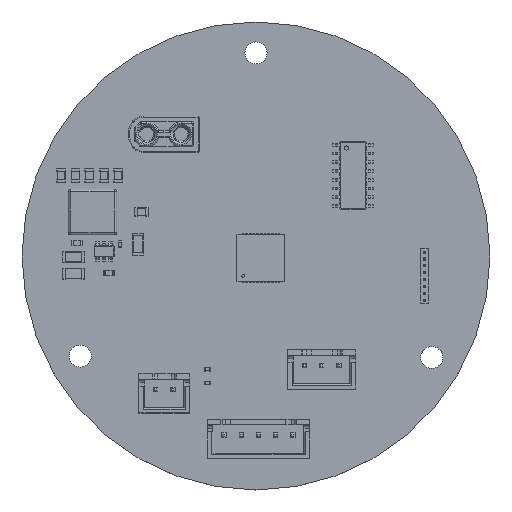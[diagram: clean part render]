
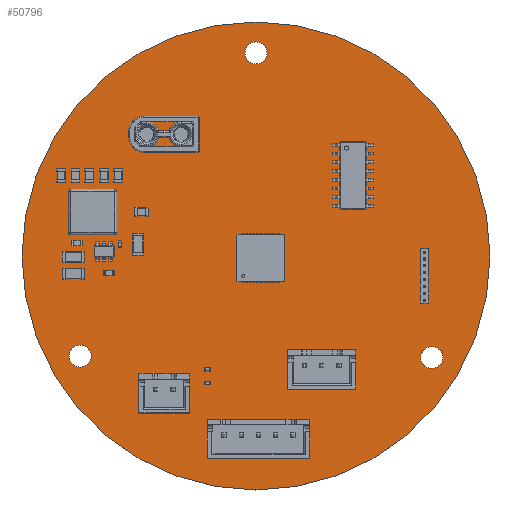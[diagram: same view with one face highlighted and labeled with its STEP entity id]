
A CAD part, top view. The second image highlights one B-rep face of the part: STEP entity #50796.
In plain terms, the highlighted planar face has unit normal (0, 0, 1).
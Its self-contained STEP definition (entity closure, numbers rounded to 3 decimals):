
#50508 = VERTEX_POINT('',#50509);
#50509 = CARTESIAN_POINT('',(34.,0.,1.6));
#50515 = EDGE_CURVE('',#50508,#50508,#50516,.T.);
#50516 = CIRCLE('',#50517,34.);
#50517 = AXIS2_PLACEMENT_3D('',#50518,#50519,#50520);
#50518 = CARTESIAN_POINT('',(0.,0.,1.6));
#50519 = DIRECTION('',(0.,0.,1.));
#50520 = DIRECTION('',(1.,0.,-0.));
#50796 = ADVANCED_FACE('',(#50797,#50800,#50811,#50822,#50833,#50844,
    #50855,#50866,#50877,#50888,#50899,#50910,#50921,#50932,#50943,
    #50954,#50965,#50976,#50987,#50998,#51009,#51020,#51031,#51042),
  #51053,.T.);
#50797 = FACE_BOUND('',#50798,.T.);
#50798 = EDGE_LOOP('',(#50799));
#50799 = ORIENTED_EDGE('',*,*,#50515,.T.);
#50800 = FACE_BOUND('',#50801,.T.);
#50801 = EDGE_LOOP('',(#50802));
#50802 = ORIENTED_EDGE('',*,*,#50803,.T.);
#50803 = EDGE_CURVE('',#50804,#50804,#50806,.T.);
#50804 = VERTEX_POINT('',#50805);
#50805 = CARTESIAN_POINT('',(-14.565,-19.925,1.6));
#50806 = CIRCLE('',#50807,0.5);
#50807 = AXIS2_PLACEMENT_3D('',#50808,#50809,#50810);
#50808 = CARTESIAN_POINT('',(-14.565,-19.425,1.6));
#50809 = DIRECTION('',(-0.,0.,-1.));
#50810 = DIRECTION('',(-0.,-1.,0.));
#50811 = FACE_BOUND('',#50812,.T.);
#50812 = EDGE_LOOP('',(#50813));
#50813 = ORIENTED_EDGE('',*,*,#50814,.T.);
#50814 = EDGE_CURVE('',#50815,#50815,#50817,.T.);
#50815 = VERTEX_POINT('',#50816);
#50816 = CARTESIAN_POINT('',(-25.55,-16.15,1.6));
#50817 = CIRCLE('',#50818,1.6);
#50818 = AXIS2_PLACEMENT_3D('',#50819,#50820,#50821);
#50819 = CARTESIAN_POINT('',(-25.55,-14.55,1.6));
#50820 = DIRECTION('',(-0.,0.,-1.));
#50821 = DIRECTION('',(0.,-1.,0.));
#50822 = FACE_BOUND('',#50823,.T.);
#50823 = EDGE_LOOP('',(#50824));
#50824 = ORIENTED_EDGE('',*,*,#50825,.T.);
#50825 = EDGE_CURVE('',#50826,#50826,#50828,.T.);
#50826 = VERTEX_POINT('',#50827);
#50827 = CARTESIAN_POINT('',(-12.065,-19.925,1.6));
#50828 = CIRCLE('',#50829,0.5);
#50829 = AXIS2_PLACEMENT_3D('',#50830,#50831,#50832);
#50830 = CARTESIAN_POINT('',(-12.065,-19.425,1.6));
#50831 = DIRECTION('',(-0.,0.,-1.));
#50832 = DIRECTION('',(-0.,-1.,0.));
#50833 = FACE_BOUND('',#50834,.T.);
#50834 = EDGE_LOOP('',(#50835));
#50835 = ORIENTED_EDGE('',*,*,#50836,.T.);
#50836 = EDGE_CURVE('',#50837,#50837,#50839,.T.);
#50837 = VERTEX_POINT('',#50838);
#50838 = CARTESIAN_POINT('',(-4.65,-26.525,1.6));
#50839 = CIRCLE('',#50840,0.475);
#50840 = AXIS2_PLACEMENT_3D('',#50841,#50842,#50843);
#50841 = CARTESIAN_POINT('',(-4.65,-26.05,1.6));
#50842 = DIRECTION('',(-0.,0.,-1.));
#50843 = DIRECTION('',(-0.,-1.,0.));
#50844 = FACE_BOUND('',#50845,.T.);
#50845 = EDGE_LOOP('',(#50846));
#50846 = ORIENTED_EDGE('',*,*,#50847,.T.);
#50847 = EDGE_CURVE('',#50848,#50848,#50850,.T.);
#50848 = VERTEX_POINT('',#50849);
#50849 = CARTESIAN_POINT('',(-2.15,-26.525,1.6));
#50850 = CIRCLE('',#50851,0.475);
#50851 = AXIS2_PLACEMENT_3D('',#50852,#50853,#50854);
#50852 = CARTESIAN_POINT('',(-2.15,-26.05,1.6));
#50853 = DIRECTION('',(-0.,0.,-1.));
#50854 = DIRECTION('',(-0.,-1.,0.));
#50855 = FACE_BOUND('',#50856,.T.);
#50856 = EDGE_LOOP('',(#50857));
#50857 = ORIENTED_EDGE('',*,*,#50858,.T.);
#50858 = EDGE_CURVE('',#50859,#50859,#50861,.T.);
#50859 = VERTEX_POINT('',#50860);
#50860 = CARTESIAN_POINT('',(0.35,-26.525,1.6));
#50861 = CIRCLE('',#50862,0.475);
#50862 = AXIS2_PLACEMENT_3D('',#50863,#50864,#50865);
#50863 = CARTESIAN_POINT('',(0.35,-26.05,1.6));
#50864 = DIRECTION('',(-0.,0.,-1.));
#50865 = DIRECTION('',(-0.,-1.,0.));
#50866 = FACE_BOUND('',#50867,.T.);
#50867 = EDGE_LOOP('',(#50868));
#50868 = ORIENTED_EDGE('',*,*,#50869,.T.);
#50869 = EDGE_CURVE('',#50870,#50870,#50872,.T.);
#50870 = VERTEX_POINT('',#50871);
#50871 = CARTESIAN_POINT('',(2.85,-26.525,1.6));
#50872 = CIRCLE('',#50873,0.475);
#50873 = AXIS2_PLACEMENT_3D('',#50874,#50875,#50876);
#50874 = CARTESIAN_POINT('',(2.85,-26.05,1.6));
#50875 = DIRECTION('',(-0.,0.,-1.));
#50876 = DIRECTION('',(-0.,-1.,0.));
#50877 = FACE_BOUND('',#50878,.T.);
#50878 = EDGE_LOOP('',(#50879));
#50879 = ORIENTED_EDGE('',*,*,#50880,.T.);
#50880 = EDGE_CURVE('',#50881,#50881,#50883,.T.);
#50881 = VERTEX_POINT('',#50882);
#50882 = CARTESIAN_POINT('',(5.35,-26.525,1.6));
#50883 = CIRCLE('',#50884,0.475);
#50884 = AXIS2_PLACEMENT_3D('',#50885,#50886,#50887);
#50885 = CARTESIAN_POINT('',(5.35,-26.05,1.6));
#50886 = DIRECTION('',(-0.,0.,-1.));
#50887 = DIRECTION('',(-0.,-1.,0.));
#50888 = FACE_BOUND('',#50889,.T.);
#50889 = EDGE_LOOP('',(#50890));
#50890 = ORIENTED_EDGE('',*,*,#50891,.T.);
#50891 = EDGE_CURVE('',#50892,#50892,#50894,.T.);
#50892 = VERTEX_POINT('',#50893);
#50893 = CARTESIAN_POINT('',(7.05,-16.425,1.6));
#50894 = CIRCLE('',#50895,0.475);
#50895 = AXIS2_PLACEMENT_3D('',#50896,#50897,#50898);
#50896 = CARTESIAN_POINT('',(7.05,-15.95,1.6));
#50897 = DIRECTION('',(-0.,0.,-1.));
#50898 = DIRECTION('',(0.,-1.,0.));
#50899 = FACE_BOUND('',#50900,.T.);
#50900 = EDGE_LOOP('',(#50901));
#50901 = ORIENTED_EDGE('',*,*,#50902,.T.);
#50902 = EDGE_CURVE('',#50903,#50903,#50905,.T.);
#50903 = VERTEX_POINT('',#50904);
#50904 = CARTESIAN_POINT('',(9.55,-16.425,1.6));
#50905 = CIRCLE('',#50906,0.475);
#50906 = AXIS2_PLACEMENT_3D('',#50907,#50908,#50909);
#50907 = CARTESIAN_POINT('',(9.55,-15.95,1.6));
#50908 = DIRECTION('',(-0.,0.,-1.));
#50909 = DIRECTION('',(-0.,-1.,0.));
#50910 = FACE_BOUND('',#50911,.T.);
#50911 = EDGE_LOOP('',(#50912));
#50912 = ORIENTED_EDGE('',*,*,#50913,.T.);
#50913 = EDGE_CURVE('',#50914,#50914,#50916,.T.);
#50914 = VERTEX_POINT('',#50915);
#50915 = CARTESIAN_POINT('',(12.05,-16.425,1.6));
#50916 = CIRCLE('',#50917,0.475);
#50917 = AXIS2_PLACEMENT_3D('',#50918,#50919,#50920);
#50918 = CARTESIAN_POINT('',(12.05,-15.95,1.6));
#50919 = DIRECTION('',(-0.,0.,-1.));
#50920 = DIRECTION('',(-0.,-1.,0.));
#50921 = FACE_BOUND('',#50922,.T.);
#50922 = EDGE_LOOP('',(#50923));
#50923 = ORIENTED_EDGE('',*,*,#50924,.T.);
#50924 = EDGE_CURVE('',#50925,#50925,#50927,.T.);
#50925 = VERTEX_POINT('',#50926);
#50926 = CARTESIAN_POINT('',(25.55,-16.35,1.6));
#50927 = CIRCLE('',#50928,1.6);
#50928 = AXIS2_PLACEMENT_3D('',#50929,#50930,#50931);
#50929 = CARTESIAN_POINT('',(25.55,-14.75,1.6));
#50930 = DIRECTION('',(-0.,0.,-1.));
#50931 = DIRECTION('',(0.,-1.,-0.));
#50932 = FACE_BOUND('',#50933,.T.);
#50933 = EDGE_LOOP('',(#50934));
#50934 = ORIENTED_EDGE('',*,*,#50935,.T.);
#50935 = EDGE_CURVE('',#50936,#50936,#50938,.T.);
#50936 = VERTEX_POINT('',#50937);
#50937 = CARTESIAN_POINT('',(24.475,-6.7,1.6));
#50938 = CIRCLE('',#50939,0.25);
#50939 = AXIS2_PLACEMENT_3D('',#50940,#50941,#50942);
#50940 = CARTESIAN_POINT('',(24.475,-6.45,1.6));
#50941 = DIRECTION('',(-0.,0.,-1.));
#50942 = DIRECTION('',(-0.,-1.,0.));
#50943 = FACE_BOUND('',#50944,.T.);
#50944 = EDGE_LOOP('',(#50945));
#50945 = ORIENTED_EDGE('',*,*,#50946,.T.);
#50946 = EDGE_CURVE('',#50947,#50947,#50949,.T.);
#50947 = VERTEX_POINT('',#50948);
#50948 = CARTESIAN_POINT('',(24.475,-5.7,1.6));
#50949 = CIRCLE('',#50950,0.25);
#50950 = AXIS2_PLACEMENT_3D('',#50951,#50952,#50953);
#50951 = CARTESIAN_POINT('',(24.475,-5.45,1.6));
#50952 = DIRECTION('',(-0.,0.,-1.));
#50953 = DIRECTION('',(-0.,-1.,0.));
#50954 = FACE_BOUND('',#50955,.T.);
#50955 = EDGE_LOOP('',(#50956));
#50956 = ORIENTED_EDGE('',*,*,#50957,.T.);
#50957 = EDGE_CURVE('',#50958,#50958,#50960,.T.);
#50958 = VERTEX_POINT('',#50959);
#50959 = CARTESIAN_POINT('',(24.475,-4.7,1.6));
#50960 = CIRCLE('',#50961,0.25);
#50961 = AXIS2_PLACEMENT_3D('',#50962,#50963,#50964);
#50962 = CARTESIAN_POINT('',(24.475,-4.45,1.6));
#50963 = DIRECTION('',(-0.,0.,-1.));
#50964 = DIRECTION('',(-0.,-1.,0.));
#50965 = FACE_BOUND('',#50966,.T.);
#50966 = EDGE_LOOP('',(#50967));
#50967 = ORIENTED_EDGE('',*,*,#50968,.T.);
#50968 = EDGE_CURVE('',#50969,#50969,#50971,.T.);
#50969 = VERTEX_POINT('',#50970);
#50970 = CARTESIAN_POINT('',(24.475,-3.7,1.6));
#50971 = CIRCLE('',#50972,0.25);
#50972 = AXIS2_PLACEMENT_3D('',#50973,#50974,#50975);
#50973 = CARTESIAN_POINT('',(24.475,-3.45,1.6));
#50974 = DIRECTION('',(-0.,0.,-1.));
#50975 = DIRECTION('',(-0.,-1.,0.));
#50976 = FACE_BOUND('',#50977,.T.);
#50977 = EDGE_LOOP('',(#50978));
#50978 = ORIENTED_EDGE('',*,*,#50979,.T.);
#50979 = EDGE_CURVE('',#50980,#50980,#50982,.T.);
#50980 = VERTEX_POINT('',#50981);
#50981 = CARTESIAN_POINT('',(24.475,-2.7,1.6));
#50982 = CIRCLE('',#50983,0.25);
#50983 = AXIS2_PLACEMENT_3D('',#50984,#50985,#50986);
#50984 = CARTESIAN_POINT('',(24.475,-2.45,1.6));
#50985 = DIRECTION('',(-0.,0.,-1.));
#50986 = DIRECTION('',(-0.,-1.,0.));
#50987 = FACE_BOUND('',#50988,.T.);
#50988 = EDGE_LOOP('',(#50989));
#50989 = ORIENTED_EDGE('',*,*,#50990,.T.);
#50990 = EDGE_CURVE('',#50991,#50991,#50993,.T.);
#50991 = VERTEX_POINT('',#50992);
#50992 = CARTESIAN_POINT('',(24.475,-1.7,1.6));
#50993 = CIRCLE('',#50994,0.25);
#50994 = AXIS2_PLACEMENT_3D('',#50995,#50996,#50997);
#50995 = CARTESIAN_POINT('',(24.475,-1.45,1.6));
#50996 = DIRECTION('',(-0.,0.,-1.));
#50997 = DIRECTION('',(-0.,-1.,0.));
#50998 = FACE_BOUND('',#50999,.T.);
#50999 = EDGE_LOOP('',(#51000));
#51000 = ORIENTED_EDGE('',*,*,#51001,.T.);
#51001 = EDGE_CURVE('',#51002,#51002,#51004,.T.);
#51002 = VERTEX_POINT('',#51003);
#51003 = CARTESIAN_POINT('',(24.475,-0.7,1.6));
#51004 = CIRCLE('',#51005,0.25);
#51005 = AXIS2_PLACEMENT_3D('',#51006,#51007,#51008);
#51006 = CARTESIAN_POINT('',(24.475,-0.45,1.6));
#51007 = DIRECTION('',(-0.,0.,-1.));
#51008 = DIRECTION('',(-0.,-1.,0.));
#51009 = FACE_BOUND('',#51010,.T.);
#51010 = EDGE_LOOP('',(#51011));
#51011 = ORIENTED_EDGE('',*,*,#51012,.T.);
#51012 = EDGE_CURVE('',#51013,#51013,#51015,.T.);
#51013 = VERTEX_POINT('',#51014);
#51014 = CARTESIAN_POINT('',(24.475,0.3,1.6));
#51015 = CIRCLE('',#51016,0.25);
#51016 = AXIS2_PLACEMENT_3D('',#51017,#51018,#51019);
#51017 = CARTESIAN_POINT('',(24.475,0.55,1.6));
#51018 = DIRECTION('',(-0.,0.,-1.));
#51019 = DIRECTION('',(-0.,-1.,0.));
#51020 = FACE_BOUND('',#51021,.T.);
#51021 = EDGE_LOOP('',(#51022));
#51022 = ORIENTED_EDGE('',*,*,#51023,.T.);
#51023 = EDGE_CURVE('',#51024,#51024,#51026,.T.);
#51024 = VERTEX_POINT('',#51025);
#51025 = CARTESIAN_POINT('',(-15.875,16.325,1.6));
#51026 = CIRCLE('',#51027,1.35);
#51027 = AXIS2_PLACEMENT_3D('',#51028,#51029,#51030);
#51028 = CARTESIAN_POINT('',(-15.875,17.675,1.6));
#51029 = DIRECTION('',(-0.,0.,-1.));
#51030 = DIRECTION('',(-0.,-1.,0.));
#51031 = FACE_BOUND('',#51032,.T.);
#51032 = EDGE_LOOP('',(#51033));
#51033 = ORIENTED_EDGE('',*,*,#51034,.T.);
#51034 = EDGE_CURVE('',#51035,#51035,#51037,.T.);
#51035 = VERTEX_POINT('',#51036);
#51036 = CARTESIAN_POINT('',(-10.875,16.325,1.6));
#51037 = CIRCLE('',#51038,1.35);
#51038 = AXIS2_PLACEMENT_3D('',#51039,#51040,#51041);
#51039 = CARTESIAN_POINT('',(-10.875,17.675,1.6));
#51040 = DIRECTION('',(-0.,0.,-1.));
#51041 = DIRECTION('',(-0.,-1.,0.));
#51042 = FACE_BOUND('',#51043,.T.);
#51043 = EDGE_LOOP('',(#51044));
#51044 = ORIENTED_EDGE('',*,*,#51045,.T.);
#51045 = EDGE_CURVE('',#51046,#51046,#51048,.T.);
#51046 = VERTEX_POINT('',#51047);
#51047 = CARTESIAN_POINT('',(0.,27.9,1.6));
#51048 = CIRCLE('',#51049,1.6);
#51049 = AXIS2_PLACEMENT_3D('',#51050,#51051,#51052);
#51050 = CARTESIAN_POINT('',(0.,29.5,1.6));
#51051 = DIRECTION('',(-0.,0.,-1.));
#51052 = DIRECTION('',(0.,-1.,-0.));
#51053 = PLANE('',#51054);
#51054 = AXIS2_PLACEMENT_3D('',#51055,#51056,#51057);
#51055 = CARTESIAN_POINT('',(0.,0.,1.6)
  );
#51056 = DIRECTION('',(0.,0.,1.));
#51057 = DIRECTION('',(1.,0.,-0.));
